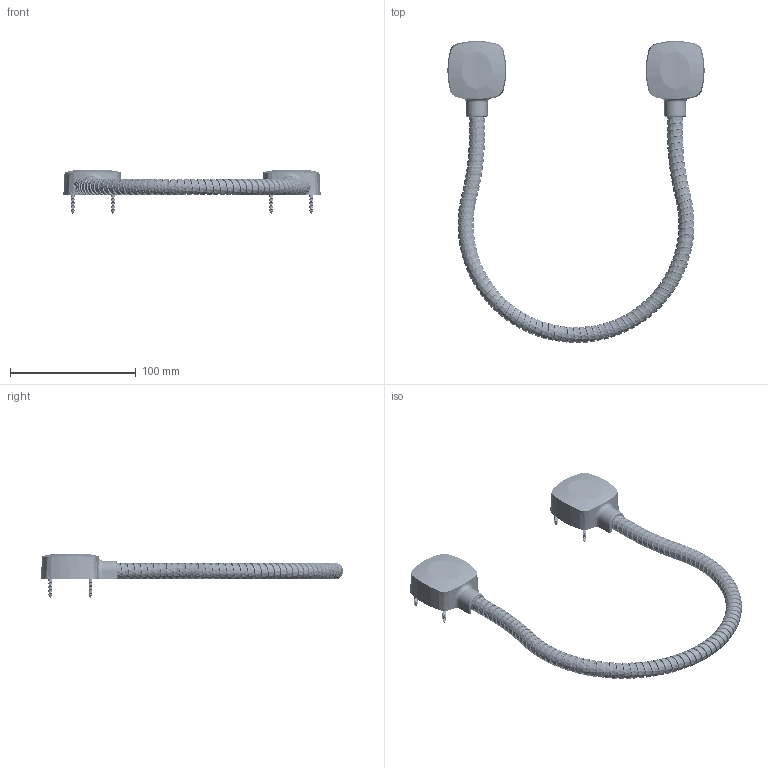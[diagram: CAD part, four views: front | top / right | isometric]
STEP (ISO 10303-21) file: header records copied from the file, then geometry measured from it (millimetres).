
FILE_DESCRIPTION (( 'STEP AP214' ), '1' );
FILE_NAME ('DLRI10EC.step', '2021-07-29T14:41:26', ( '' ), ( '' ), 'SwSTEP 2.0', 'SolidWorks 2020', '' );
FILE_SCHEMA (( 'AUTOMOTIVE_DESIGN' ));
Length unit declared in the file: millimetre
Products named in the file (3): SCREW BAG FOR DL-1; DLRI10EC; Group1
Assembly tree (2 placements, depth 2):
  DLRI10EC
    Group1
    SCREW BAG FOR DL-1
Bounding box: 204.85 x 240.58 x 35.49 mm (x, y, z)
Volume: 3612.4 mm3; surface area: 61395.1 mm2
Topology: 12 solids, 15 shells, 1675 faces, 3520 edges, 1868 vertices
Faces by surface type: cone 906, cylinder 476, plane 186, bspline 83, torus 16, sphere 8
Entity records: 89146 total; most frequent: CARTESIAN_POINT 53976, DIRECTION 7816, ORIENTED_EDGE 6988, EDGE_CURVE 3504, AXIS2_PLACEMENT_3D 3162, VERTEX_POINT 1868, EDGE_LOOP 1685, FACE_OUTER_BOUND 1675
